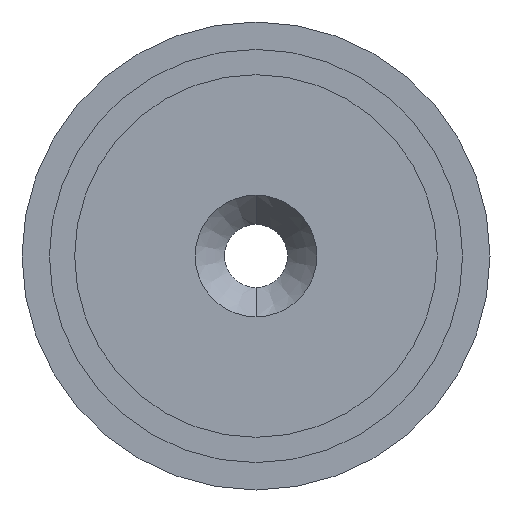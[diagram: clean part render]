
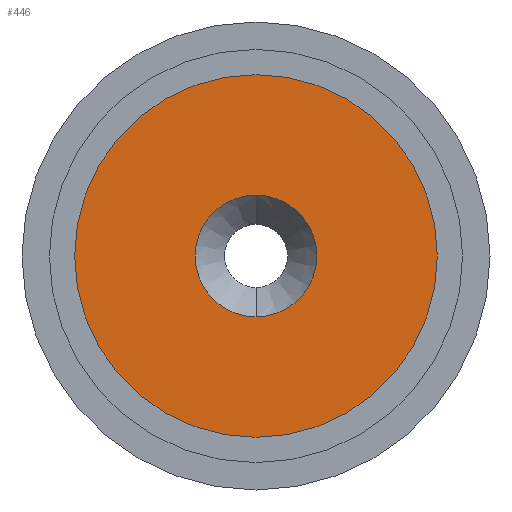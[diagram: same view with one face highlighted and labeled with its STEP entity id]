
A CAD part, front view. The second image highlights one B-rep face of the part: STEP entity #446.
In plain terms, the highlighted planar face has unit normal (0, -1, 0).
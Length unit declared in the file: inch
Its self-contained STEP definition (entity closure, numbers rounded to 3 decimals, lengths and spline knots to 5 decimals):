
#37 = DIRECTION ( 'NONE',  ( 0., 0., 1. ) ) ;
#38 = CARTESIAN_POINT ( 'NONE',  ( 0., -0.1, 0. ) ) ;
#55 = DIRECTION ( 'NONE',  ( 0., 1., 0. ) ) ;
#56 = DIRECTION ( 'NONE',  ( 0., 0., 1. ) ) ;
#58 = DIRECTION ( 'NONE',  ( 0., 1., 0. ) ) ;
#59 = CARTESIAN_POINT ( 'NONE',  ( 0., -0.1, 0. ) ) ;
#81 = DIRECTION ( 'NONE',  ( 0., 1., 0. ) ) ;
#82 = DIRECTION ( 'NONE',  ( 0., 0., 1. ) ) ;
#84 = CARTESIAN_POINT ( 'NONE',  ( 0., -0.1, 0. ) ) ;
#98 = DIRECTION ( 'NONE',  ( 0., 1., 0. ) ) ;
#99 = DIRECTION ( 'NONE',  ( 0., 0., 1. ) ) ;
#106 = CARTESIAN_POINT ( 'NONE',  ( 0., -0.1, 0. ) ) ;
#240 = CARTESIAN_POINT ( 'NONE',  ( 0., -0.1, 0. ) ) ;
#242 = DIRECTION ( 'NONE',  ( 0., 1., 0. ) ) ;
#243 = DIRECTION ( 'NONE',  ( 0., 0., 1. ) ) ;
#244 = PLANE ( 'NONE',  #334 ) ;
#273 = AXIS2_PLACEMENT_3D ( 'NONE', #106, #98, #99 ) ;
#275 = AXIS2_PLACEMENT_3D ( 'NONE', #84, #81, #82 ) ;
#276 = AXIS2_PLACEMENT_3D ( 'NONE', #59, #58, #37 ) ;
#280 = AXIS2_PLACEMENT_3D ( 'NONE', #38, #55, #56 ) ;
#328 = FACE_OUTER_BOUND ( 'NONE', #701, .T. ) ;
#331 = FACE_BOUND ( 'NONE', #702, .T. ) ;
#334 = AXIS2_PLACEMENT_3D ( 'NONE', #240, #242, #243 ) ;
#418 = EDGE_CURVE ( 'NONE', #727, #728, #844, .T. ) ;
#423 = EDGE_CURVE ( 'NONE', #707, #706, #847, .T. ) ;
#430 = EDGE_CURVE ( 'NONE', #706, #707, #851, .T. ) ;
#431 = EDGE_CURVE ( 'NONE', #728, #727, #852, .T. ) ;
#446 = ADVANCED_FACE ( 'NONE', ( #328, #331 ), #244, .F. ) ;
#506 = CARTESIAN_POINT ( 'NONE',  ( 0., -0.1, 0.26 ) ) ;
#507 = CARTESIAN_POINT ( 'NONE',  ( 0., -0.1, -0.26 ) ) ;
#527 = CARTESIAN_POINT ( 'NONE',  ( 0., -0.1, 0.775 ) ) ;
#528 = CARTESIAN_POINT ( 'NONE',  ( 0., -0.1, -0.775 ) ) ;
#701 = EDGE_LOOP ( 'NONE', ( #743, #742 ) ) ;
#702 = EDGE_LOOP ( 'NONE', ( #740, #741 ) ) ;
#706 = VERTEX_POINT ( 'NONE', #506 ) ;
#707 = VERTEX_POINT ( 'NONE', #507 ) ;
#727 = VERTEX_POINT ( 'NONE', #527 ) ;
#728 = VERTEX_POINT ( 'NONE', #528 ) ;
#740 = ORIENTED_EDGE ( 'NONE', *, *, #423, .T. ) ;
#741 = ORIENTED_EDGE ( 'NONE', *, *, #430, .T. ) ;
#742 = ORIENTED_EDGE ( 'NONE', *, *, #431, .F. ) ;
#743 = ORIENTED_EDGE ( 'NONE', *, *, #418, .F. ) ;
#844 = CIRCLE ( 'NONE', #273, 0.775 ) ;
#847 = CIRCLE ( 'NONE', #275, 0.26 ) ;
#851 = CIRCLE ( 'NONE', #276, 0.26 ) ;
#852 = CIRCLE ( 'NONE', #280, 0.775 ) ;
